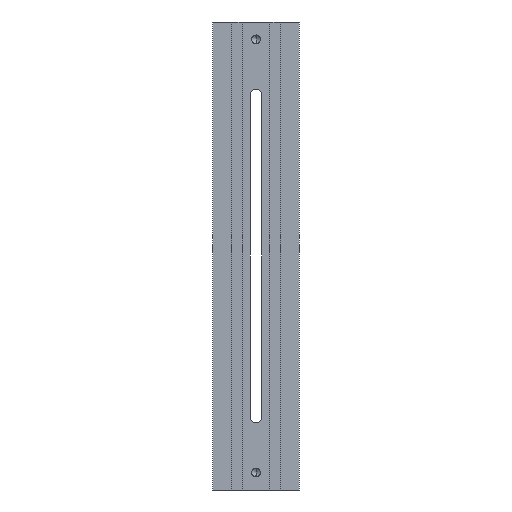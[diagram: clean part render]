
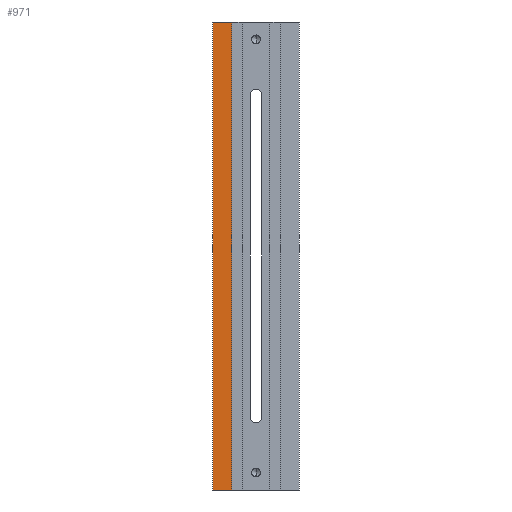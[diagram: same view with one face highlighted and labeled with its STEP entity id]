
A CAD part, front view. The second image highlights one B-rep face of the part: STEP entity #971.
In plain terms, the highlighted planar face has unit normal (0, -1, 0).
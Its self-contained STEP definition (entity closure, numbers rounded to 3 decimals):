
#6 = CARTESIAN_POINT ( 'NONE',  ( -25., 0., -135. ) ) ;
#14 = ORIENTED_EDGE ( 'NONE', *, *, #557, .T. ) ;
#33 = DIRECTION ( 'NONE',  ( 0., 0., 1. ) ) ;
#74 = FACE_OUTER_BOUND ( 'NONE', #1183, .T. ) ;
#181 = VERTEX_POINT ( 'NONE', #516 ) ;
#264 = DIRECTION ( 'NONE',  ( 1., 0., 0. ) ) ;
#308 = DIRECTION ( 'NONE',  ( 0., 1., 0. ) ) ;
#338 = LINE ( 'NONE', #1319, #1472 ) ;
#392 = CARTESIAN_POINT ( 'NONE',  ( -14., 0., 135. ) ) ;
#397 = VECTOR ( 'NONE', #1662, 1000. ) ;
#458 = VECTOR ( 'NONE', #264, 1000. ) ;
#468 = ORIENTED_EDGE ( 'NONE', *, *, #1501, .T. ) ;
#516 = CARTESIAN_POINT ( 'NONE',  ( -14., 0., 135. ) ) ;
#527 = ORIENTED_EDGE ( 'NONE', *, *, #1005, .F. ) ;
#542 = DIRECTION ( 'NONE',  ( 0., 0., -1. ) ) ;
#557 = EDGE_CURVE ( 'NONE', #755, #648, #1373, .T. ) ;
#609 = VERTEX_POINT ( 'NONE', #1455 ) ;
#648 = VERTEX_POINT ( 'NONE', #853 ) ;
#684 = DIRECTION ( 'NONE',  ( 1., 0., 0. ) ) ;
#755 = VERTEX_POINT ( 'NONE', #759 ) ;
#759 = CARTESIAN_POINT ( 'NONE',  ( -25., 0., 135. ) ) ;
#785 = LINE ( 'NONE', #392, #397 ) ;
#853 = CARTESIAN_POINT ( 'NONE',  ( -25., 0., -135. ) ) ;
#891 = VECTOR ( 'NONE', #542, 1000. ) ;
#971 = ADVANCED_FACE ( 'NONE', ( #74 ), #1070, .F. ) ;
#1005 = EDGE_CURVE ( 'NONE', #755, #181, #338, .T. ) ;
#1044 = ORIENTED_EDGE ( 'NONE', *, *, #1404, .F. ) ;
#1070 = PLANE ( 'NONE',  #1130 ) ;
#1130 = AXIS2_PLACEMENT_3D ( 'NONE', #1206, #308, #33 ) ;
#1183 = EDGE_LOOP ( 'NONE', ( #468, #1044, #527, #14 ) ) ;
#1206 = CARTESIAN_POINT ( 'NONE',  ( -25., 0., 135. ) ) ;
#1299 = CARTESIAN_POINT ( 'NONE',  ( -25., 0., 135. ) ) ;
#1319 = CARTESIAN_POINT ( 'NONE',  ( -25., 0., 135. ) ) ;
#1333 = LINE ( 'NONE', #6, #458 ) ;
#1373 = LINE ( 'NONE', #1299, #891 ) ;
#1404 = EDGE_CURVE ( 'NONE', #181, #609, #785, .T. ) ;
#1455 = CARTESIAN_POINT ( 'NONE',  ( -14., 0., -135. ) ) ;
#1472 = VECTOR ( 'NONE', #684, 1000. ) ;
#1501 = EDGE_CURVE ( 'NONE', #648, #609, #1333, .T. ) ;
#1662 = DIRECTION ( 'NONE',  ( 0., 0., -1. ) ) ;
